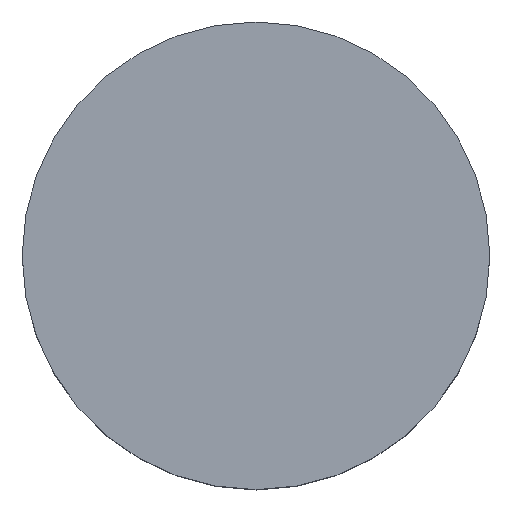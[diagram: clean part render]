
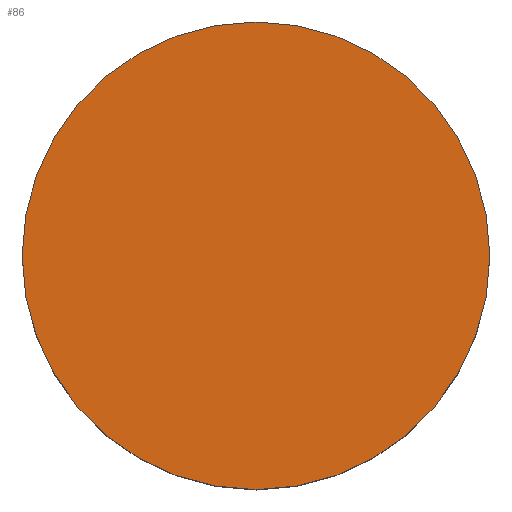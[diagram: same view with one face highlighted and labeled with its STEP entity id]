
A CAD part, top view. The second image highlights one B-rep face of the part: STEP entity #86.
In plain terms, the highlighted planar face has unit normal (0, 0, 1).
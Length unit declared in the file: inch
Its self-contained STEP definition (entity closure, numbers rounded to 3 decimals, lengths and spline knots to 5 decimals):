
#19=CARTESIAN_POINT('',(-51.38724,300.90573,128.91));
#20=DIRECTION('',(0.,0.,1.));
#21=DIRECTION('',(1.,0.,0.));
#22=AXIS2_PLACEMENT_3D('',#19,#20,#21);
#24=CARTESIAN_POINT('',(-51.38724,300.90573,128.91));
#25=DIRECTION('',(0.,0.,1.));
#26=DIRECTION('',(-1.,0.,0.));
#27=AXIS2_PLACEMENT_3D('',#24,#25,#26);
#33=CARTESIAN_POINT('',(101.16836,300.90573,128.91));
#34=CARTESIAN_POINT('',(-203.94284,300.90573,128.91));
#35=VERTEX_POINT('',#33);
#36=VERTEX_POINT('',#34);
#77=CARTESIAN_POINT('',(0.,0.,128.91));
#78=DIRECTION('',(0.,0.,1.));
#79=DIRECTION('',(1.,0.,0.));
#80=AXIS2_PLACEMENT_3D('',#77,#78,#79);
#81=PLANE('',#80);
#82=ORIENTED_EDGE('',*,*,#57,.F.);
#83=ORIENTED_EDGE('',*,*,#71,.F.);
#84=EDGE_LOOP('',(#82,#83));
#85=FACE_OUTER_BOUND('',#84,.F.);
#86=ADVANCED_FACE('',(#85),#81,.T.);
#23=CIRCLE('',#22,152.5556);
#28=CIRCLE('',#27,152.5556);
#57=EDGE_CURVE('',#35,#36,#23,.T.);
#71=EDGE_CURVE('',#36,#35,#28,.T.);
